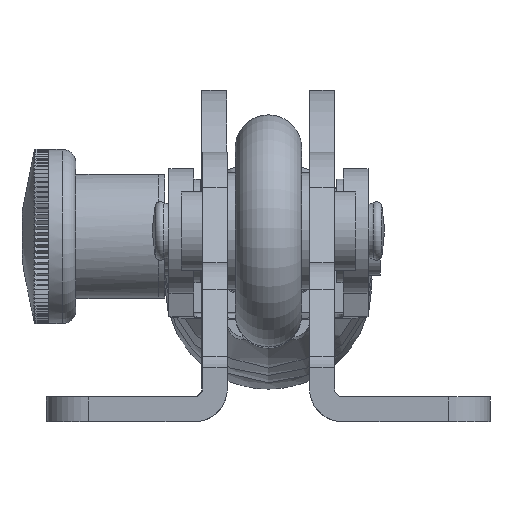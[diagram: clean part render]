
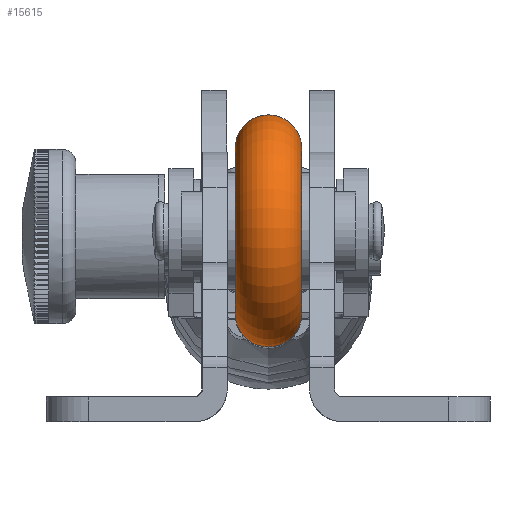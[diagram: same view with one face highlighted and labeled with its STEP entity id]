
A CAD part, left-side view. The second image highlights one B-rep face of the part: STEP entity #15615.
In plain terms, the highlighted toroidal (fillet/blend) face has major radius 10 mm and minor radius 4 mm.
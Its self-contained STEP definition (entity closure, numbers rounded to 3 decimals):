
#48=TOROIDAL_SURFACE('',#16961,10.,4.);
#3465=FACE_OUTER_BOUND('',#4359,.T.);
#4359=EDGE_LOOP('',(#11197,#11198,#11199,#11200));
#5285=CIRCLE('',#16953,4.);
#5289=CIRCLE('',#16962,6.);
#5290=CIRCLE('',#16963,4.);
#6373=VERTEX_POINT('',#25279);
#6377=VERTEX_POINT('',#25295);
#8094=EDGE_CURVE('',#6373,#6373,#5285,.T.);
#8100=EDGE_CURVE('',#6373,#6377,#5289,.T.);
#8101=EDGE_CURVE('',#6377,#6377,#5290,.T.);
#11197=ORIENTED_EDGE('',*,*,#8094,.T.);
#11198=ORIENTED_EDGE('',*,*,#8100,.T.);
#11199=ORIENTED_EDGE('',*,*,#8101,.F.);
#11200=ORIENTED_EDGE('',*,*,#8100,.F.);
#15615=ADVANCED_FACE('',(#3465),#48,.T.);
#16953=AXIS2_PLACEMENT_3D('',#25281,#19690,#19691);
#16961=AXIS2_PLACEMENT_3D('',#25294,#19708,#19709);
#16962=AXIS2_PLACEMENT_3D('',#25296,#19710,#19711);
#16963=AXIS2_PLACEMENT_3D('',#25297,#19712,#19713);
#19690=DIRECTION('center_axis',(-1.,0.,
0.023));
#19691=DIRECTION('ref_axis',(-0.023,0.,
-1.));
#19708=DIRECTION('center_axis',(0.,-1.,0.));
#19709=DIRECTION('ref_axis',(0.023,0.,1.));
#19710=DIRECTION('center_axis',(0.,1.,0.));
#19711=DIRECTION('ref_axis',(0.023,0.,1.));
#19712=DIRECTION('center_axis',(1.,0.,
-0.023));
#19713=DIRECTION('ref_axis',(0.023,0.,1.));
#25279=CARTESIAN_POINT('',(-68.491,-0.05,17.002));
#25281=CARTESIAN_POINT('Origin',(-68.585,-0.05,
13.003));
#25294=CARTESIAN_POINT('Origin',(-68.35,-0.05,
23.));
#25295=CARTESIAN_POINT('',(-68.209,-0.05,28.998));
#25296=CARTESIAN_POINT('Origin',(-68.35,-0.05,
23.));
#25297=CARTESIAN_POINT('Origin',(-68.115,-0.05,32.997));
